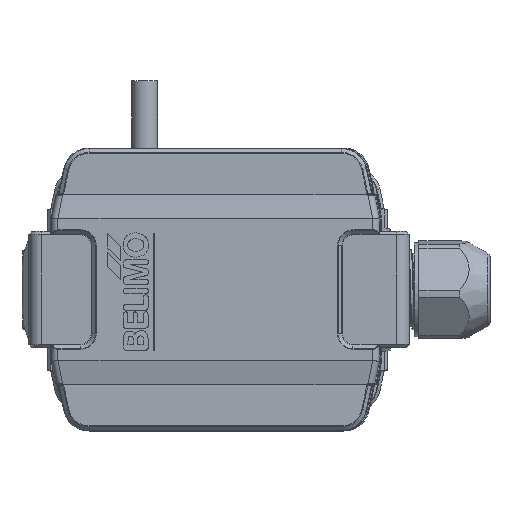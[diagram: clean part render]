
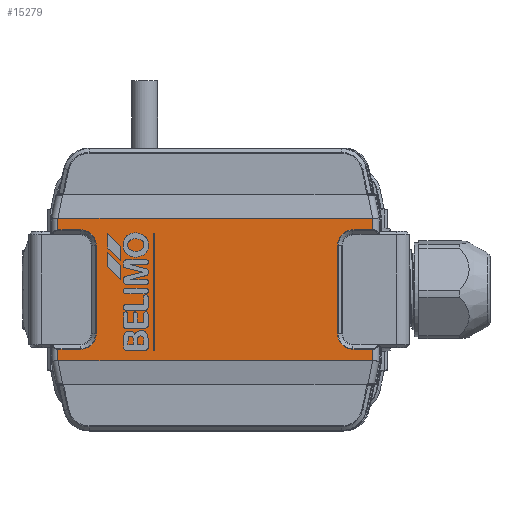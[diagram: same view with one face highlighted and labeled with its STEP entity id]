
A CAD part, top view. The second image highlights one B-rep face of the part: STEP entity #15279.
In plain terms, the highlighted planar face has unit normal (0, 0, 1).
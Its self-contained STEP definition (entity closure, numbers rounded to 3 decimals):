
#2841=PLANE('',#53280);
#4561=FACE_OUTER_BOUND('',#19100,.T.);
#8607=LINE('',#102240,#10759);
#8608=LINE('',#102242,#10760);
#8609=LINE('',#102244,#10761);
#8610=LINE('',#102246,#10762);
#8611=LINE('',#102248,#10763);
#8612=LINE('',#102252,#10764);
#8613=LINE('',#102256,#10765);
#8614=LINE('',#102258,#10766);
#8615=LINE('',#102260,#10767);
#8616=LINE('',#102262,#10768);
#8617=LINE('',#102264,#10769);
#8618=LINE('',#102268,#10770);
#10759=VECTOR('',#62383,1.);
#10760=VECTOR('',#62384,1.);
#10761=VECTOR('',#62385,1.);
#10762=VECTOR('',#62386,1.);
#10763=VECTOR('',#62387,1.);
#10764=VECTOR('',#62390,1.);
#10765=VECTOR('',#62393,1.);
#10766=VECTOR('',#62394,1.);
#10767=VECTOR('',#62395,1.);
#10768=VECTOR('',#62396,1.);
#10769=VECTOR('',#62397,1.);
#10770=VECTOR('',#62400,1.);
#15279=ADVANCED_FACE('',(#4561),#2841,.T.);
#19100=EDGE_LOOP('',(#28015,#28016,#28017,#28018,#28019,#28020,#28021,#28022,
#28023,#28024,#28025,#28026,#28027,#28028,#28029,#28030));
#28015=ORIENTED_EDGE('',*,*,#43780,.T.);
#28016=ORIENTED_EDGE('',*,*,#43781,.T.);
#28017=ORIENTED_EDGE('',*,*,#43782,.T.);
#28018=ORIENTED_EDGE('',*,*,#43783,.F.);
#28019=ORIENTED_EDGE('',*,*,#43784,.T.);
#28020=ORIENTED_EDGE('',*,*,#43785,.T.);
#28021=ORIENTED_EDGE('',*,*,#43786,.T.);
#28022=ORIENTED_EDGE('',*,*,#43787,.T.);
#28023=ORIENTED_EDGE('',*,*,#43788,.T.);
#28024=ORIENTED_EDGE('',*,*,#43789,.T.);
#28025=ORIENTED_EDGE('',*,*,#43790,.F.);
#28026=ORIENTED_EDGE('',*,*,#43791,.T.);
#28027=ORIENTED_EDGE('',*,*,#43792,.F.);
#28028=ORIENTED_EDGE('',*,*,#43793,.T.);
#28029=ORIENTED_EDGE('',*,*,#43794,.T.);
#28030=ORIENTED_EDGE('',*,*,#43795,.T.);
#38005=VERTEX_POINT('',#102238);
#38006=VERTEX_POINT('',#102239);
#38007=VERTEX_POINT('',#102241);
#38008=VERTEX_POINT('',#102243);
#38009=VERTEX_POINT('',#102245);
#38010=VERTEX_POINT('',#102247);
#38011=VERTEX_POINT('',#102249);
#38012=VERTEX_POINT('',#102251);
#38013=VERTEX_POINT('',#102253);
#38014=VERTEX_POINT('',#102255);
#38015=VERTEX_POINT('',#102257);
#38016=VERTEX_POINT('',#102259);
#38017=VERTEX_POINT('',#102261);
#38018=VERTEX_POINT('',#102263);
#38019=VERTEX_POINT('',#102265);
#38020=VERTEX_POINT('',#102267);
#43780=EDGE_CURVE('',#38005,#38006,#48990,.T.);
#43781=EDGE_CURVE('',#38006,#38007,#8607,.T.);
#43782=EDGE_CURVE('',#38007,#38008,#8608,.T.);
#43783=EDGE_CURVE('',#38009,#38008,#8609,.T.);
#43784=EDGE_CURVE('',#38009,#38010,#8610,.T.);
#43785=EDGE_CURVE('',#38010,#38011,#8611,.T.);
#43786=EDGE_CURVE('',#38011,#38012,#48991,.T.);
#43787=EDGE_CURVE('',#38012,#38013,#8612,.T.);
#43788=EDGE_CURVE('',#38013,#38014,#48992,.T.);
#43789=EDGE_CURVE('',#38014,#38015,#8613,.T.);
#43790=EDGE_CURVE('',#38016,#38015,#8614,.T.);
#43791=EDGE_CURVE('',#38016,#38017,#8615,.T.);
#43792=EDGE_CURVE('',#38018,#38017,#8616,.T.);
#43793=EDGE_CURVE('',#38018,#38019,#8617,.T.);
#43794=EDGE_CURVE('',#38019,#38020,#48993,.T.);
#43795=EDGE_CURVE('',#38020,#38005,#8618,.T.);
#48990=CIRCLE('',#53276,3.583);
#48991=CIRCLE('',#53277,3.583);
#48992=CIRCLE('',#53278,3.583);
#48993=CIRCLE('',#53279,3.583);
#53276=AXIS2_PLACEMENT_3D('',#102237,#62381,#62382);
#53277=AXIS2_PLACEMENT_3D('',#102250,#62388,#62389);
#53278=AXIS2_PLACEMENT_3D('',#102254,#62391,#62392);
#53279=AXIS2_PLACEMENT_3D('',#102266,#62398,#62399);
#53280=AXIS2_PLACEMENT_3D('',#102269,#62401,#62402);
#62381=DIRECTION('',(0.,0.,-1.));
#62382=DIRECTION('',(1.,0.,0.));
#62383=DIRECTION('',(-1.,0.,0.));
#62384=DIRECTION('',(0.,-1.,0.));
#62385=DIRECTION('',(-1.,0.,0.));
#62386=DIRECTION('',(0.,1.,0.));
#62387=DIRECTION('',(-1.,0.,0.));
#62388=DIRECTION('',(0.,0.,-1.));
#62389=DIRECTION('',(1.,0.,0.));
#62390=DIRECTION('',(0.,1.,0.));
#62391=DIRECTION('',(0.,0.,-1.));
#62392=DIRECTION('',(1.,0.,0.));
#62393=DIRECTION('',(1.,0.,0.));
#62394=DIRECTION('',(0.,-1.,0.));
#62395=DIRECTION('',(-1.,0.,0.));
#62396=DIRECTION('',(0.,1.,0.));
#62397=DIRECTION('',(1.,0.,0.));
#62398=DIRECTION('',(0.,0.,-1.));
#62399=DIRECTION('',(1.,0.,0.));
#62400=DIRECTION('',(0.,-1.,0.));
#62401=DIRECTION('',(0.,0.,1.));
#62402=DIRECTION('',(-1.,0.,0.));
#102237=CARTESIAN_POINT('',(-46.609,-17.949,22.52));
#102238=CARTESIAN_POINT('',(-43.026,-17.949,22.52));
#102239=CARTESIAN_POINT('',(-46.609,-21.532,22.52));
#102240=CARTESIAN_POINT('',(-46.609,-21.532,22.52));
#102241=CARTESIAN_POINT('',(-51.893,-21.532,22.52));
#102242=CARTESIAN_POINT('',(-51.893,-21.532,22.52));
#102243=CARTESIAN_POINT('',(-51.893,-24.199,22.52));
#102244=CARTESIAN_POINT('',(21.075,-24.199,22.52));
#102245=CARTESIAN_POINT('',(21.075,-24.199,22.52));
#102246=CARTESIAN_POINT('',(21.075,-24.199,22.52));
#102247=CARTESIAN_POINT('',(21.075,-21.532,22.52));
#102248=CARTESIAN_POINT('',(21.075,-21.532,22.52));
#102249=CARTESIAN_POINT('',(16.491,-21.532,22.52));
#102250=CARTESIAN_POINT('',(16.491,-17.949,22.52));
#102251=CARTESIAN_POINT('',(12.909,-17.949,22.52));
#102252=CARTESIAN_POINT('',(12.909,-17.949,22.52));
#102253=CARTESIAN_POINT('',(12.909,2.551,22.52));
#102254=CARTESIAN_POINT('',(16.491,2.551,22.52));
#102255=CARTESIAN_POINT('',(16.491,6.134,22.52));
#102256=CARTESIAN_POINT('',(16.491,6.134,22.52));
#102257=CARTESIAN_POINT('',(21.075,6.134,22.52));
#102258=CARTESIAN_POINT('',(21.075,8.801,22.52));
#102259=CARTESIAN_POINT('',(21.075,8.801,22.52));
#102260=CARTESIAN_POINT('',(21.075,8.801,22.52));
#102261=CARTESIAN_POINT('',(-51.893,8.801,22.52));
#102262=CARTESIAN_POINT('',(-51.893,6.134,22.52));
#102263=CARTESIAN_POINT('',(-51.893,6.134,22.52));
#102264=CARTESIAN_POINT('',(-51.893,6.134,22.52));
#102265=CARTESIAN_POINT('',(-46.609,6.134,22.52));
#102266=CARTESIAN_POINT('',(-46.609,2.551,22.52));
#102267=CARTESIAN_POINT('',(-43.026,2.551,22.52));
#102268=CARTESIAN_POINT('',(-43.026,2.551,22.52));
#102269=CARTESIAN_POINT('',(16.491,-17.949,22.52));
